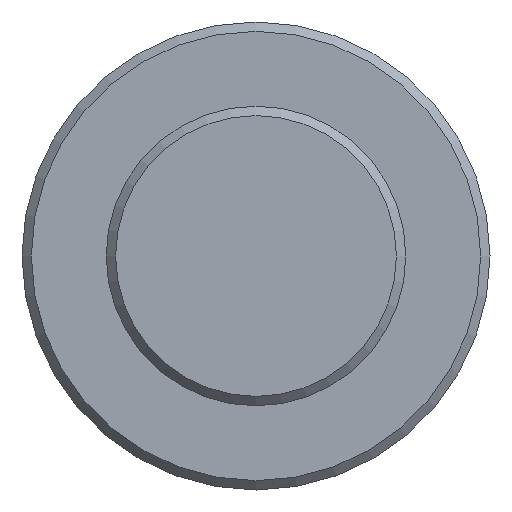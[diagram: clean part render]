
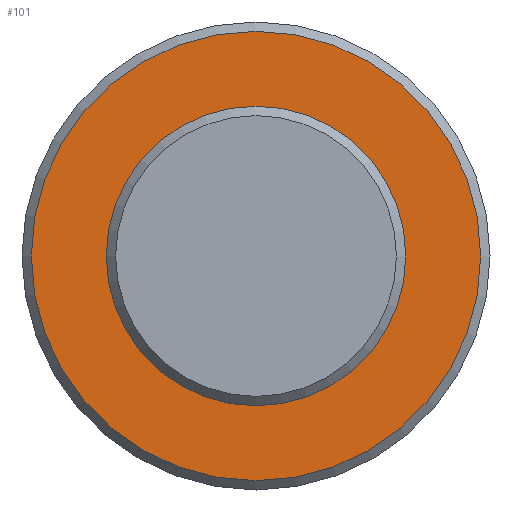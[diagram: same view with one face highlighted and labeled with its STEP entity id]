
A CAD part, left-side view. The second image highlights one B-rep face of the part: STEP entity #101.
In plain terms, the highlighted planar face has unit normal (-1, 0, 0).
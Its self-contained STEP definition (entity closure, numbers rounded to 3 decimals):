
#82 = VERTEX_POINT('',#83);
#83 = CARTESIAN_POINT('',(-1.9,0.,2.4));
#89 = EDGE_CURVE('',#82,#82,#90,.T.);
#90 = CIRCLE('',#91,2.4);
#91 = AXIS2_PLACEMENT_3D('',#92,#93,#94);
#92 = CARTESIAN_POINT('',(-1.9,0.,0.));
#93 = DIRECTION('',(1.,0.,-0.));
#94 = DIRECTION('',(0.,0.,1.));
#101 = ADVANCED_FACE('',(#102,#105),#116,.F.);
#102 = FACE_BOUND('',#103,.F.);
#103 = EDGE_LOOP('',(#104));
#104 = ORIENTED_EDGE('',*,*,#89,.T.);
#105 = FACE_BOUND('',#106,.F.);
#106 = EDGE_LOOP('',(#107));
#107 = ORIENTED_EDGE('',*,*,#108,.F.);
#108 = EDGE_CURVE('',#109,#109,#111,.T.);
#109 = VERTEX_POINT('',#110);
#110 = CARTESIAN_POINT('',(-1.9,0.,0.9));
#111 = CIRCLE('',#112,0.9);
#112 = AXIS2_PLACEMENT_3D('',#113,#114,#115);
#113 = CARTESIAN_POINT('',(-1.9,0.,0.));
#114 = DIRECTION('',(1.,0.,-0.));
#115 = DIRECTION('',(0.,0.,1.));
#116 = PLANE('',#117);
#117 = AXIS2_PLACEMENT_3D('',#118,#119,#120);
#118 = CARTESIAN_POINT('',(-1.9,0.,0.));
#119 = DIRECTION('',(1.,0.,0.));
#120 = DIRECTION('',(0.,0.,1.));
